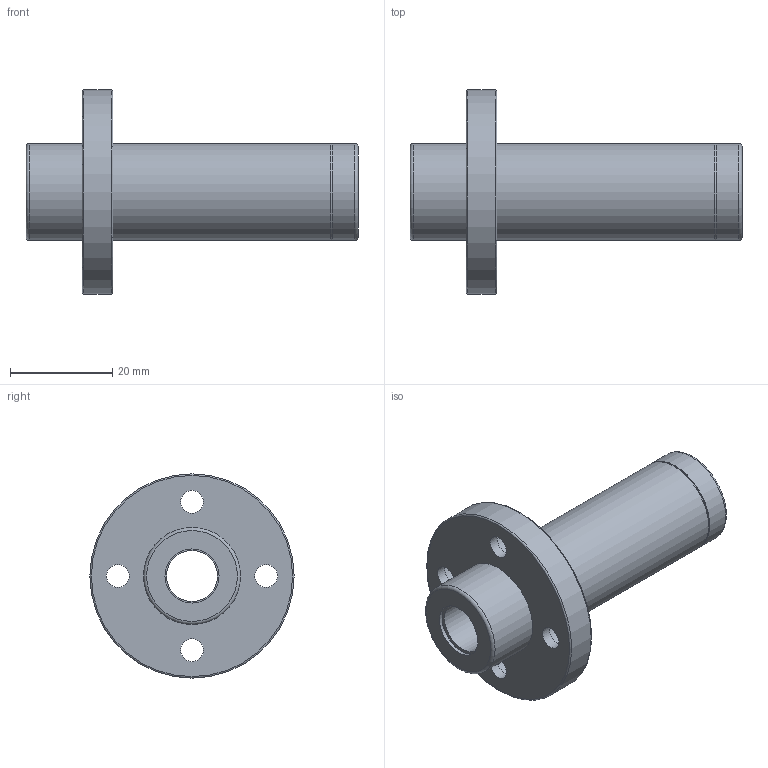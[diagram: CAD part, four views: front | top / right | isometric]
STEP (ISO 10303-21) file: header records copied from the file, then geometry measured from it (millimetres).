
FILE_DESCRIPTION(/* description */ ('STEP AP203'),/* implementation_level */ '2;1');
FILE_NAME(/* name */ 'LMFP10LUU-MX',/* time_stamp */ '2022-08-25T03:40:30+02:00',/* author */ ('License CC BY-ND 4.0'),/* organization */ ('CADENAS'),/* preprocessor_version */ 'ST-DEVELOPER v18.102',/* originating_system */ 'PARTsolutions',/* authorisation */ ' ');
FILE_SCHEMA (('CONFIG_CONTROL_DESIGN'));
Length unit declared in the file: millimetre
Products named in the file (1): LMFP10LUU-MX
Bounding box: 65 x 40 x 40 mm (x, y, z)
Volume: 18274.9 mm3; surface area: 9050.9 mm2
Topology: 1 solids, 1 shells, 35 faces, 62 edges, 40 vertices
Faces by surface type: cylinder 17, plane 13, torus 5
Full cylindrical faces by diameter (mm): 4.5 x4, 7.5 x4, 10 x1, 10.6 x2, 11.2 x2, 19 x3, 40 x1
Entity records: 794 total; most frequent: DIRECTION 150, CARTESIAN_POINT 114, ORIENTED_EDGE 78, EDGE_LOOP 78, FACE_BOUND 78, AXIS2_PLACEMENT_3D 75, EDGE_CURVE 39, VERTEX_POINT 39
